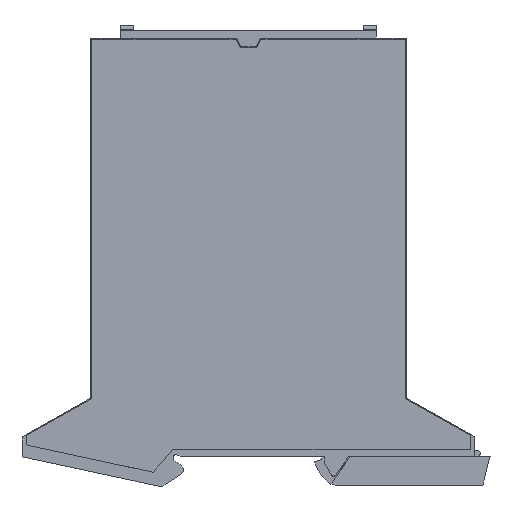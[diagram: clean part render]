
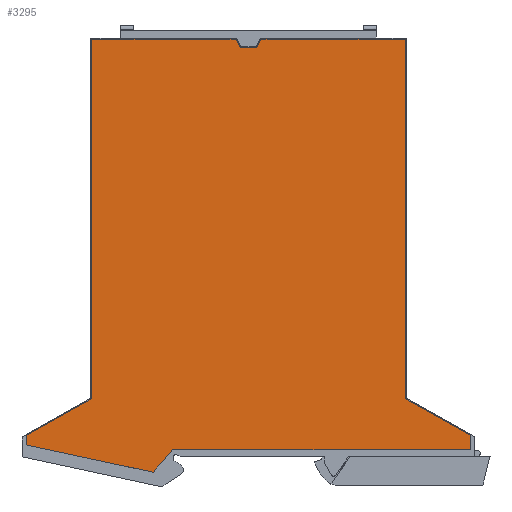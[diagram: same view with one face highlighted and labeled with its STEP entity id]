
A CAD part, left-side view. The second image highlights one B-rep face of the part: STEP entity #3295.
In plain terms, the highlighted planar face has unit normal (-1, 0, 0).
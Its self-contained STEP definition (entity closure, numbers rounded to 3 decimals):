
#3133=AXIS2_PLACEMENT_3D('Plane Axis2P3D',#3130,#3131,#3132) ;
#3130=CARTESIAN_POINT('Axis2P3D Location',(0.,56.402,7.237)) ;
#3136=CARTESIAN_POINT('Control Point',(0.,54.457,102.837)) ;
#3137=CARTESIAN_POINT('Control Point',(0.,55.754,102.837)) ;
#3138=CARTESIAN_POINT('Control Point',(0.,57.05,102.837)) ;
#3139=CARTESIAN_POINT('Control Point',(0.,58.347,102.837)) ;
#3140=CARTESIAN_POINT('Vertex',(0.,54.457,102.837)) ;
#3142=CARTESIAN_POINT('Vertex',(0.,58.347,102.837)) ;
#3145=CARTESIAN_POINT('Line Origine',(0.,58.79,103.787)) ;
#3149=CARTESIAN_POINT('Vertex',(0.,59.233,104.737)) ;
#3152=CARTESIAN_POINT('Line Origine',(0.,60.983,104.737)) ;
#3156=CARTESIAN_POINT('Vertex',(0.,62.733,104.737)) ;
#3160=CARTESIAN_POINT('Control Point',(0.,62.733,104.737)) ;
#3161=CARTESIAN_POINT('Control Point',(0.,72.822,104.737)) ;
#3162=CARTESIAN_POINT('Control Point',(0.,82.912,104.737)) ;
#3163=CARTESIAN_POINT('Control Point',(0.,93.002,104.737)) ;
#3164=CARTESIAN_POINT('Vertex',(0.,93.002,104.737)) ;
#3168=CARTESIAN_POINT('Control Point',(0.,93.002,104.737)) ;
#3169=CARTESIAN_POINT('Control Point',(0.,93.002,76.753)) ;
#3170=CARTESIAN_POINT('Control Point',(0.,93.002,48.768)) ;
#3171=CARTESIAN_POINT('Control Point',(0.,93.002,20.784)) ;
#3172=CARTESIAN_POINT('Vertex',(0.,93.002,20.784)) ;
#3176=CARTESIAN_POINT('Control Point',(0.,93.002,20.784)) ;
#3177=CARTESIAN_POINT('Control Point',(0.,98.079,17.94)) ;
#3178=CARTESIAN_POINT('Control Point',(0.,103.157,15.097)) ;
#3179=CARTESIAN_POINT('Control Point',(0.,108.234,12.253)) ;
#3180=CARTESIAN_POINT('Vertex',(0.,108.234,12.253)) ;
#3184=CARTESIAN_POINT('Control Point',(0.,108.234,12.253)) ;
#3185=CARTESIAN_POINT('Control Point',(0.,108.234,11.497)) ;
#3186=CARTESIAN_POINT('Control Point',(0.,108.234,10.741)) ;
#3187=CARTESIAN_POINT('Control Point',(0.,108.234,9.985)) ;
#3188=CARTESIAN_POINT('Vertex',(0.,108.234,9.985)) ;
#3192=CARTESIAN_POINT('Control Point',(0.,108.234,9.985)) ;
#3193=CARTESIAN_POINT('Control Point',(0.,98.383,7.865)) ;
#3194=CARTESIAN_POINT('Control Point',(0.,88.532,5.746)) ;
#3195=CARTESIAN_POINT('Control Point',(0.,78.681,3.626)) ;
#3196=CARTESIAN_POINT('Vertex',(0.,78.681,3.626)) ;
#3200=CARTESIAN_POINT('Control Point',(0.,78.681,3.626)) ;
#3201=CARTESIAN_POINT('Control Point',(0.,77.323,5.181)) ;
#3202=CARTESIAN_POINT('Control Point',(0.,75.965,6.735)) ;
#3203=CARTESIAN_POINT('Control Point',(0.,74.607,8.29)) ;
#3204=CARTESIAN_POINT('Vertex',(0.,74.607,8.29)) ;
#3208=CARTESIAN_POINT('Control Point',(0.,74.607,8.29)) ;
#3209=CARTESIAN_POINT('Control Point',(0.,74.605,8.292)) ;
#3210=CARTESIAN_POINT('Control Point',(0.,74.604,8.294)) ;
#3211=CARTESIAN_POINT('Control Point',(0.,74.602,8.296)) ;
#3212=CARTESIAN_POINT('Vertex',(0.,74.602,8.296)) ;
#3216=CARTESIAN_POINT('Control Point',(0.,74.602,8.296)) ;
#3217=CARTESIAN_POINT('Control Point',(0.,74.444,8.476)) ;
#3218=CARTESIAN_POINT('Control Point',(0.,74.286,8.657)) ;
#3219=CARTESIAN_POINT('Control Point',(0.,74.129,8.837)) ;
#3220=CARTESIAN_POINT('Vertex',(0.,74.129,8.837)) ;
#3224=CARTESIAN_POINT('Control Point',(0.,74.129,8.837)) ;
#3225=CARTESIAN_POINT('Control Point',(0.,50.942,8.837)) ;
#3226=CARTESIAN_POINT('Control Point',(0.,27.756,8.837)) ;
#3227=CARTESIAN_POINT('Control Point',(0.,4.57,8.837)) ;
#3228=CARTESIAN_POINT('Vertex',(0.,4.57,8.837)) ;
#3232=CARTESIAN_POINT('Control Point',(0.,4.57,8.837)) ;
#3233=CARTESIAN_POINT('Control Point',(0.,4.57,9.976)) ;
#3234=CARTESIAN_POINT('Control Point',(0.,4.57,11.115)) ;
#3235=CARTESIAN_POINT('Control Point',(0.,4.57,12.253)) ;
#3236=CARTESIAN_POINT('Vertex',(0.,4.57,12.253)) ;
#3240=CARTESIAN_POINT('Control Point',(0.,4.57,12.253)) ;
#3241=CARTESIAN_POINT('Control Point',(0.,9.647,15.097)) ;
#3242=CARTESIAN_POINT('Control Point',(0.,14.725,17.94)) ;
#3243=CARTESIAN_POINT('Control Point',(0.,19.802,20.784)) ;
#3244=CARTESIAN_POINT('Vertex',(0.,19.802,20.784)) ;
#3248=CARTESIAN_POINT('Control Point',(0.,19.802,20.784)) ;
#3249=CARTESIAN_POINT('Control Point',(0.,19.802,48.768)) ;
#3250=CARTESIAN_POINT('Control Point',(0.,19.802,76.753)) ;
#3251=CARTESIAN_POINT('Control Point',(0.,19.802,104.737)) ;
#3252=CARTESIAN_POINT('Vertex',(0.,19.802,104.737)) ;
#3256=CARTESIAN_POINT('Control Point',(0.,19.802,104.737)) ;
#3257=CARTESIAN_POINT('Control Point',(0.,29.892,104.737)) ;
#3258=CARTESIAN_POINT('Control Point',(0.,39.981,104.737)) ;
#3259=CARTESIAN_POINT('Control Point',(0.,50.071,104.737)) ;
#3260=CARTESIAN_POINT('Vertex',(0.,50.071,104.737)) ;
#3263=CARTESIAN_POINT('Line Origine',(0.,51.821,104.737)) ;
#3267=CARTESIAN_POINT('Vertex',(0.,53.571,104.737)) ;
#3270=CARTESIAN_POINT('Line Origine',(0.,54.014,103.787)) ;
#3131=DIRECTION('Axis2P3D Direction',(-1.,0.,0.)) ;
#3132=DIRECTION('Axis2P3D XDirection',(0.,1.,0.)) ;
#3146=DIRECTION('Vector Direction',(0.,0.423,0.906)) ;
#3153=DIRECTION('Vector Direction',(0.,1.,0.)) ;
#3264=DIRECTION('Vector Direction',(0.,1.,0.)) ;
#3271=DIRECTION('Vector Direction',(0.,-0.423,0.906)) ;
#3147=VECTOR('Line Direction',#3146,1.) ;
#3154=VECTOR('Line Direction',#3153,1.) ;
#3265=VECTOR('Line Direction',#3264,1.) ;
#3272=VECTOR('Line Direction',#3271,1.) ;
#3276=ORIENTED_EDGE('',*,*,#3144,.T.) ;
#3277=ORIENTED_EDGE('',*,*,#3151,.T.) ;
#3278=ORIENTED_EDGE('',*,*,#3158,.T.) ;
#3279=ORIENTED_EDGE('',*,*,#3166,.T.) ;
#3280=ORIENTED_EDGE('',*,*,#3174,.T.) ;
#3281=ORIENTED_EDGE('',*,*,#3182,.T.) ;
#3282=ORIENTED_EDGE('',*,*,#3190,.T.) ;
#3283=ORIENTED_EDGE('',*,*,#3198,.T.) ;
#3284=ORIENTED_EDGE('',*,*,#3206,.T.) ;
#3285=ORIENTED_EDGE('',*,*,#3214,.T.) ;
#3286=ORIENTED_EDGE('',*,*,#3222,.T.) ;
#3287=ORIENTED_EDGE('',*,*,#3230,.T.) ;
#3288=ORIENTED_EDGE('',*,*,#3238,.T.) ;
#3289=ORIENTED_EDGE('',*,*,#3246,.T.) ;
#3290=ORIENTED_EDGE('',*,*,#3254,.T.) ;
#3291=ORIENTED_EDGE('',*,*,#3262,.T.) ;
#3292=ORIENTED_EDGE('',*,*,#3269,.T.) ;
#3293=ORIENTED_EDGE('',*,*,#3274,.T.) ;
#3295=ADVANCED_FACE('BASE',(#3294),#3134,.T.) ;
#3135=B_SPLINE_CURVE_WITH_KNOTS('',3,(#3136,#3137,#3138,#3139),.UNSPECIFIED.,.F.,.U.,(4,4),(3.5,7.39),.UNSPECIFIED.) ;
#3159=B_SPLINE_CURVE_WITH_KNOTS('',3,(#3160,#3161,#3162,#3163),.UNSPECIFIED.,.F.,.U.,(4,4),(0.,30.269),.UNSPECIFIED.) ;
#3167=B_SPLINE_CURVE_WITH_KNOTS('',3,(#3168,#3169,#3170,#3171),.UNSPECIFIED.,.F.,.U.,(4,4),(0.,83.953),.UNSPECIFIED.) ;
#3175=B_SPLINE_CURVE_WITH_KNOTS('',3,(#3176,#3177,#3178,#3179),.UNSPECIFIED.,.F.,.U.,(4,4),(0.,17.458),.UNSPECIFIED.) ;
#3183=B_SPLINE_CURVE_WITH_KNOTS('',3,(#3184,#3185,#3186,#3187),.UNSPECIFIED.,.F.,.U.,(4,4),(0.,2.269),.UNSPECIFIED.) ;
#3191=B_SPLINE_CURVE_WITH_KNOTS('',3,(#3192,#3193,#3194,#3195),.UNSPECIFIED.,.F.,.U.,(4,4),(0.,30.229),.UNSPECIFIED.) ;
#3199=B_SPLINE_CURVE_WITH_KNOTS('',3,(#3200,#3201,#3202,#3203),.UNSPECIFIED.,.F.,.U.,(4,4),(0.,6.193),.UNSPECIFIED.) ;
#3207=B_SPLINE_CURVE_WITH_KNOTS('',3,(#3208,#3209,#3210,#3211),.UNSPECIFIED.,.F.,.U.,(4,4),(0.,0.007),.UNSPECIFIED.) ;
#3215=B_SPLINE_CURVE_WITH_KNOTS('',3,(#3216,#3217,#3218,#3219),.UNSPECIFIED.,.F.,.U.,(4,4),(0.,0.719),.UNSPECIFIED.) ;
#3223=B_SPLINE_CURVE_WITH_KNOTS('',3,(#3224,#3225,#3226,#3227),.UNSPECIFIED.,.F.,.U.,(4,4),(0.,69.559),.UNSPECIFIED.) ;
#3231=B_SPLINE_CURVE_WITH_KNOTS('',3,(#3232,#3233,#3234,#3235),.UNSPECIFIED.,.F.,.U.,(4,4),(0.,3.416),.UNSPECIFIED.) ;
#3239=B_SPLINE_CURVE_WITH_KNOTS('',3,(#3240,#3241,#3242,#3243),.UNSPECIFIED.,.F.,.U.,(4,4),(0.,17.458),.UNSPECIFIED.) ;
#3247=B_SPLINE_CURVE_WITH_KNOTS('',3,(#3248,#3249,#3250,#3251),.UNSPECIFIED.,.F.,.U.,(4,4),(0.,83.953),.UNSPECIFIED.) ;
#3255=B_SPLINE_CURVE_WITH_KNOTS('',3,(#3256,#3257,#3258,#3259),.UNSPECIFIED.,.F.,.U.,(4,4),(0.,30.269),.UNSPECIFIED.) ;
#3144=EDGE_CURVE('',#3141,#3143,#3135,.T.) ;
#3151=EDGE_CURVE('',#3143,#3150,#3148,.T.) ;
#3158=EDGE_CURVE('',#3150,#3157,#3155,.T.) ;
#3166=EDGE_CURVE('',#3157,#3165,#3159,.T.) ;
#3174=EDGE_CURVE('',#3165,#3173,#3167,.T.) ;
#3182=EDGE_CURVE('',#3173,#3181,#3175,.T.) ;
#3190=EDGE_CURVE('',#3181,#3189,#3183,.T.) ;
#3198=EDGE_CURVE('',#3189,#3197,#3191,.T.) ;
#3206=EDGE_CURVE('',#3197,#3205,#3199,.T.) ;
#3214=EDGE_CURVE('',#3205,#3213,#3207,.T.) ;
#3222=EDGE_CURVE('',#3213,#3221,#3215,.T.) ;
#3230=EDGE_CURVE('',#3221,#3229,#3223,.T.) ;
#3238=EDGE_CURVE('',#3229,#3237,#3231,.T.) ;
#3246=EDGE_CURVE('',#3237,#3245,#3239,.T.) ;
#3254=EDGE_CURVE('',#3245,#3253,#3247,.T.) ;
#3262=EDGE_CURVE('',#3253,#3261,#3255,.T.) ;
#3269=EDGE_CURVE('',#3261,#3268,#3266,.T.) ;
#3274=EDGE_CURVE('',#3268,#3141,#3273,.F.) ;
#3275=EDGE_LOOP('',(#3276,#3277,#3278,#3279,#3280,#3281,#3282,#3283,#3284,#3285,#3286,#3287,#3288,#3289,#3290,#3291,#3292,#3293)) ;
#3294=FACE_OUTER_BOUND('',#3275,.T.) ;
#3148=LINE('Line',#3145,#3147) ;
#3155=LINE('Line',#3152,#3154) ;
#3266=LINE('Line',#3263,#3265) ;
#3273=LINE('Line',#3270,#3272) ;
#3134=PLANE('',#3133) ;
#3141=VERTEX_POINT('',#3140) ;
#3143=VERTEX_POINT('',#3142) ;
#3150=VERTEX_POINT('',#3149) ;
#3157=VERTEX_POINT('',#3156) ;
#3165=VERTEX_POINT('',#3164) ;
#3173=VERTEX_POINT('',#3172) ;
#3181=VERTEX_POINT('',#3180) ;
#3189=VERTEX_POINT('',#3188) ;
#3197=VERTEX_POINT('',#3196) ;
#3205=VERTEX_POINT('',#3204) ;
#3213=VERTEX_POINT('',#3212) ;
#3221=VERTEX_POINT('',#3220) ;
#3229=VERTEX_POINT('',#3228) ;
#3237=VERTEX_POINT('',#3236) ;
#3245=VERTEX_POINT('',#3244) ;
#3253=VERTEX_POINT('',#3252) ;
#3261=VERTEX_POINT('',#3260) ;
#3268=VERTEX_POINT('',#3267) ;
